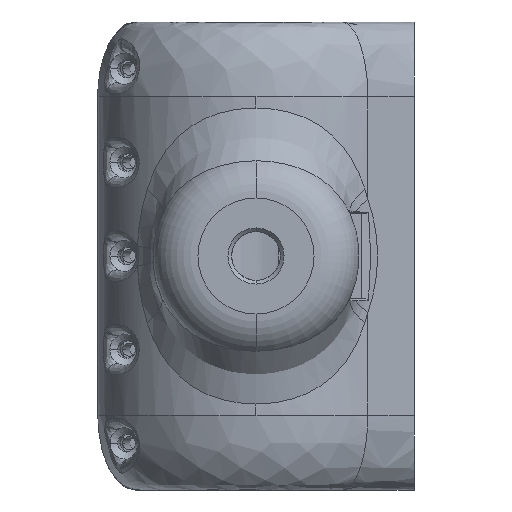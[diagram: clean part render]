
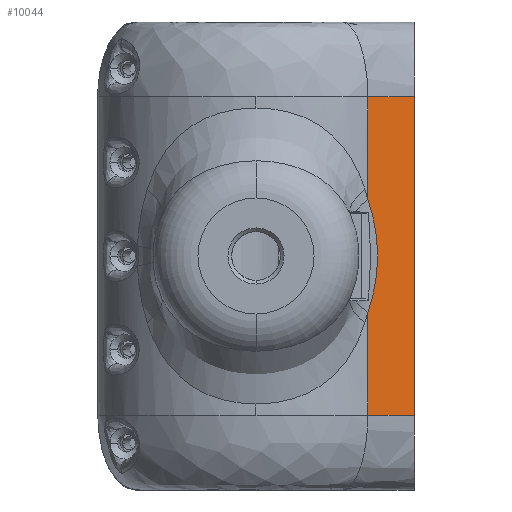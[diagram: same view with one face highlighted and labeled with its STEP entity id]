
A CAD part, left-side view. The second image highlights one B-rep face of the part: STEP entity #10044.
In plain terms, the highlighted planar face has unit normal (-0.707, -0.707, 0).
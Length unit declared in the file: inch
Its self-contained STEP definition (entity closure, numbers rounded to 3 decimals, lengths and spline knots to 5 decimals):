
#88 = VERTEX_POINT ( 'NONE', #7868 ) ;
#200 = ORIENTED_EDGE ( 'NONE', *, *, #17717, .T. ) ;
#367 = VERTEX_POINT ( 'NONE', #16103 ) ;
#1849 = LINE ( 'NONE', #13010, #15885 ) ;
#2240 = DIRECTION ( 'NONE',  ( 0., 0., -1. ) ) ;
#2272 = CARTESIAN_POINT ( 'NONE',  ( -0.35001, -0.845, 0.85 ) ) ;
#2637 = CARTESIAN_POINT ( 'NONE',  ( -0.35001, -0.845, 1.25 ) ) ;
#2703 = CARTESIAN_POINT ( 'NONE',  ( -0.51501, -0.68, -0.85 ) ) ;
#2978 = DIRECTION ( 'NONE',  ( -0.707, 0.707, 0. ) ) ;
#3439 = ORIENTED_EDGE ( 'NONE', *, *, #16220, .F. ) ;
#3545 = LINE ( 'NONE', #14874, #4311 ) ;
#3657 = CARTESIAN_POINT ( 'NONE',  ( -0.52736, -0.66765, 0.10405 ) ) ;
#4311 = VECTOR ( 'NONE', #2240, 39.37008 ) ;
#4337 = ORIENTED_EDGE ( 'NONE', *, *, #9414, .T. ) ;
#4452 = PLANE ( 'NONE',  #5234 ) ;
#5234 = AXIS2_PLACEMENT_3D ( 'NONE', #14299, #8681, #2978 ) ;
#5414 = VERTEX_POINT ( 'NONE', #15723 ) ;
#5606 = VECTOR ( 'NONE', #16740, 39.37008 ) ;
#5838 = FACE_OUTER_BOUND ( 'NONE', #8236, .T. ) ;
#6803 = EDGE_CURVE ( 'NONE', #367, #5414, #3545, .T. ) ;
#7868 = CARTESIAN_POINT ( 'NONE',  ( -0.59751, -0.59751, 0.29998 ) ) ;
#8236 = EDGE_LOOP ( 'NONE', ( #15884, #12741, #12658, #200, #3439, #4337 ) ) ;
#8681 = DIRECTION ( 'NONE',  ( 0.707, 0.707, 0. ) ) ;
#9414 = EDGE_CURVE ( 'NONE', #15099, #16940, #18028, .T. ) ;
#9621 = CARTESIAN_POINT ( 'NONE',  ( -0.35001, -0.845, -0.85 ) ) ;
#10044 = ADVANCED_FACE ( 'NONE', ( #5838 ), #4452, .F. ) ;
#10480 = CARTESIAN_POINT ( 'NONE',  ( -0.51501, -0.68, 0.85 ) ) ;
#10582 = B_SPLINE_CURVE_WITH_KNOTS ( 'NONE', 3,
 ( #15597, #2703, #14211, #9621 ),
 .UNSPECIFIED., .F., .F.,
 ( 4, 4 ),
 ( 0., 1. ),
 .UNSPECIFIED. ) ;
#10758 = CARTESIAN_POINT ( 'NONE',  ( -0.43251, -0.7625, 0.85 ) ) ;
#11111 = LINE ( 'NONE', #2637, #5606 ) ;
#11415 = EDGE_CURVE ( 'NONE', #88, #367, #12836, .T. ) ;
#11469 = VERTEX_POINT ( 'NONE', #16082 ) ;
#11629 = DIRECTION ( 'NONE',  ( 0., 0., -1. ) ) ;
#12658 = ORIENTED_EDGE ( 'NONE', *, *, #6803, .T. ) ;
#12741 = ORIENTED_EDGE ( 'NONE', *, *, #11415, .T. ) ;
#12836 =( BOUNDED_CURVE ( )  B_SPLINE_CURVE ( 3, ( #17670, #3657, #16095, #14996 ),
 .UNSPECIFIED., .F., .T. ) 
 B_SPLINE_CURVE_WITH_KNOTS ( ( 4, 4 ),
 ( 2.79781, 3.48538 ),
 .UNSPECIFIED. ) 
 CURVE ( )  GEOMETRIC_REPRESENTATION_ITEM ( )  RATIONAL_B_SPLINE_CURVE ( ( 1., 0.961, 0.961, 1. ) ) 
 REPRESENTATION_ITEM ( '' )  );
#13010 = CARTESIAN_POINT ( 'NONE',  ( -0.59751, -0.59751, 1.25 ) ) ;
#13574 = CARTESIAN_POINT ( 'NONE',  ( -0.35001, -0.845, 0.85 ) ) ;
#14211 = CARTESIAN_POINT ( 'NONE',  ( -0.43251, -0.7625, -0.85 ) ) ;
#14299 = CARTESIAN_POINT ( 'NONE',  ( -0.35001, -0.845, 1.25 ) ) ;
#14874 = CARTESIAN_POINT ( 'NONE',  ( -0.59751, -0.59751, 1.25 ) ) ;
#14996 = CARTESIAN_POINT ( 'NONE',  ( -0.59751, -0.59751, -0.29998 ) ) ;
#15099 = VERTEX_POINT ( 'NONE', #13574 ) ;
#15597 = CARTESIAN_POINT ( 'NONE',  ( -0.59751, -0.59751, -0.85 ) ) ;
#15723 = CARTESIAN_POINT ( 'NONE',  ( -0.59751, -0.59751, -0.85 ) ) ;
#15884 = ORIENTED_EDGE ( 'NONE', *, *, #16462, .T. ) ;
#15885 = VECTOR ( 'NONE', #11629, 39.37008 ) ;
#16082 = CARTESIAN_POINT ( 'NONE',  ( -0.35001, -0.845, -0.85 ) ) ;
#16095 = CARTESIAN_POINT ( 'NONE',  ( -0.52736, -0.66765, -0.10405 ) ) ;
#16103 = CARTESIAN_POINT ( 'NONE',  ( -0.59751, -0.59751, -0.29998 ) ) ;
#16220 = EDGE_CURVE ( 'NONE', #15099, #11469, #11111, .T. ) ;
#16382 = CARTESIAN_POINT ( 'NONE',  ( -0.59751, -0.59751, 0.85 ) ) ;
#16462 = EDGE_CURVE ( 'NONE', #16940, #88, #1849, .T. ) ;
#16740 = DIRECTION ( 'NONE',  ( 0., 0., -1. ) ) ;
#16766 = CARTESIAN_POINT ( 'NONE',  ( -0.59751, -0.59751, 0.85 ) ) ;
#16940 = VERTEX_POINT ( 'NONE', #16766 ) ;
#17670 = CARTESIAN_POINT ( 'NONE',  ( -0.59751, -0.59751, 0.29998 ) ) ;
#17717 = EDGE_CURVE ( 'NONE', #5414, #11469, #10582, .T. ) ;
#18028 = B_SPLINE_CURVE_WITH_KNOTS ( 'NONE', 3,
 ( #2272, #10758, #10480, #16382 ),
 .UNSPECIFIED., .F., .F.,
 ( 4, 4 ),
 ( 0., 1. ),
 .UNSPECIFIED. ) ;
